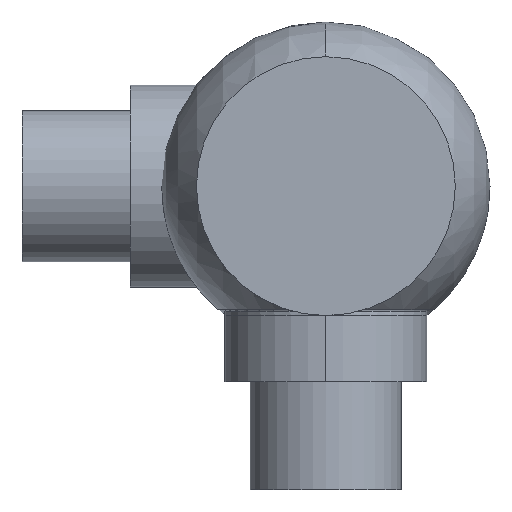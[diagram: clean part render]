
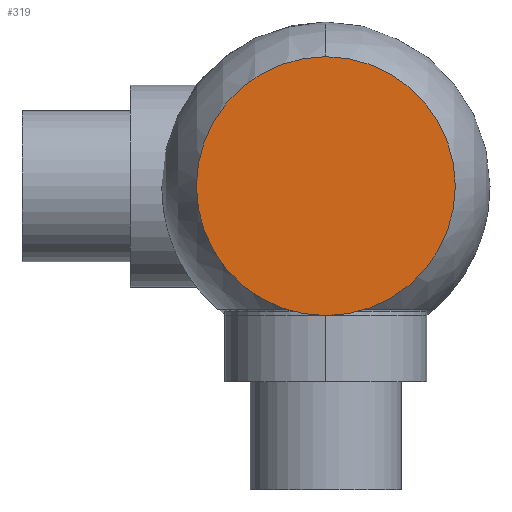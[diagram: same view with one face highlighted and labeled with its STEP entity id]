
A CAD part, front view. The second image highlights one B-rep face of the part: STEP entity #319.
In plain terms, the highlighted planar face has unit normal (0, -1, 0).
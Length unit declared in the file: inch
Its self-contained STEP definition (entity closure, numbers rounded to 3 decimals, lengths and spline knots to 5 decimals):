
#44 = CIRCLE ( 'NONE', #148, 2.5625 ) ;
#125 = EDGE_CURVE ( 'NONE', #187, #1081, #44, .T. ) ;
#148 = AXIS2_PLACEMENT_3D ( 'NONE', #1735, #258, #266 ) ;
#187 = VERTEX_POINT ( 'NONE', #272 ) ;
#258 = DIRECTION ( 'NONE',  ( 0., 1., 0. ) ) ;
#266 = DIRECTION ( 'NONE',  ( 0., 0., 1. ) ) ;
#272 = CARTESIAN_POINT ( 'NONE',  ( 0., -10.257, -2.5625 ) ) ;
#319 = ADVANCED_FACE ( 'NONE', ( #386 ), #688, .F. ) ;
#386 = FACE_OUTER_BOUND ( 'NONE', #1854, .T. ) ;
#431 = CARTESIAN_POINT ( 'NONE',  ( 0., -10.257, 2.5625 ) ) ;
#473 = EDGE_CURVE ( 'NONE', #1081, #187, #1361, .T. ) ;
#476 = AXIS2_PLACEMENT_3D ( 'NONE', #1083, #869, #1873 ) ;
#688 = PLANE ( 'NONE',  #476 ) ;
#769 = DIRECTION ( 'NONE',  ( 0., 1., 0. ) ) ;
#869 = DIRECTION ( 'NONE',  ( 0., 1., 0. ) ) ;
#1016 = ORIENTED_EDGE ( 'NONE', *, *, #125, .F. ) ;
#1081 = VERTEX_POINT ( 'NONE', #431 ) ;
#1083 = CARTESIAN_POINT ( 'NONE',  ( 0., -10.257, 0. ) ) ;
#1085 = AXIS2_PLACEMENT_3D ( 'NONE', #1381, #769, #1328 ) ;
#1328 = DIRECTION ( 'NONE',  ( 0., 0., 1. ) ) ;
#1361 = CIRCLE ( 'NONE', #1085, 2.5625 ) ;
#1381 = CARTESIAN_POINT ( 'NONE',  ( 0., -10.257, 0. ) ) ;
#1476 = ORIENTED_EDGE ( 'NONE', *, *, #473, .F. ) ;
#1735 = CARTESIAN_POINT ( 'NONE',  ( 0., -10.257, 0. ) ) ;
#1854 = EDGE_LOOP ( 'NONE', ( #1476, #1016 ) ) ;
#1873 = DIRECTION ( 'NONE',  ( 0., 0., 1. ) ) ;
